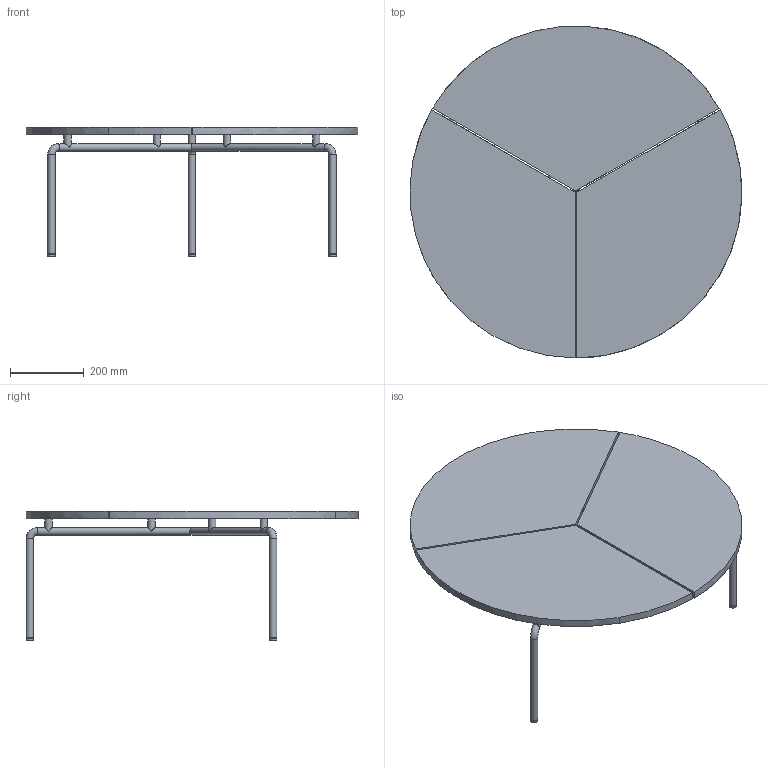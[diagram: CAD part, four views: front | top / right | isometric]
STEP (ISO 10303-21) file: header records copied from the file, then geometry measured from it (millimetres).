
FILE_DESCRIPTION(/* description */ (''),/* implementation_level */ '2;1');
FILE_NAME(/* name */ 'Circular_CB-361_3D',/* time_stamp */ '2023-10-06T13:17:36+02:00',/* author */ (''),/* organization */ (''),/* preprocessor_version */ 'ST-DEVELOPER v16.5',/* originating_system */ 'Rhino 7.31',/* authorisation */ '');
FILE_SCHEMA (('AUTOMOTIVE_DESIGN'));
Length unit declared in the file: centimetre
Products named in the file (2): Document; Circular_CB-361
Assembly tree (1 placements, depth 2):
  Document
    Circular_CB-361
Bounding box: 899.62 x 899.99 x 350 mm (x, y, z)
Volume: 13335770 mm3; surface area: 1622323.3 mm2
Topology: 2 solids, 2 shells, 70 faces, 189 edges, 120 vertices
Faces by surface type: cylinder 35, plane 32, bspline 3
Full cylindrical faces by diameter (mm): 10 x3, 12 x3, 20 x15, 766 x1, 790 x1
Entity records: 2931 total; most frequent: CARTESIAN_POINT 1640, ORIENTED_EDGE 378, EDGE_CURVE 189, VERTEX_POINT 120, B_SPLINE_CURVE_WITH_KNOTS 90, EDGE_LOOP 87, DIRECTION 75, AXIS2_PLACEMENT_3D 71
